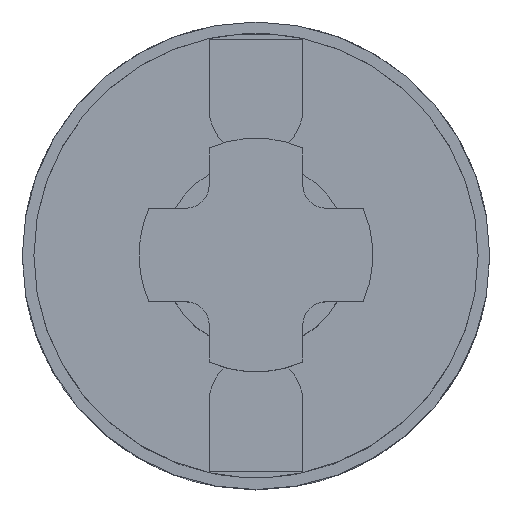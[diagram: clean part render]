
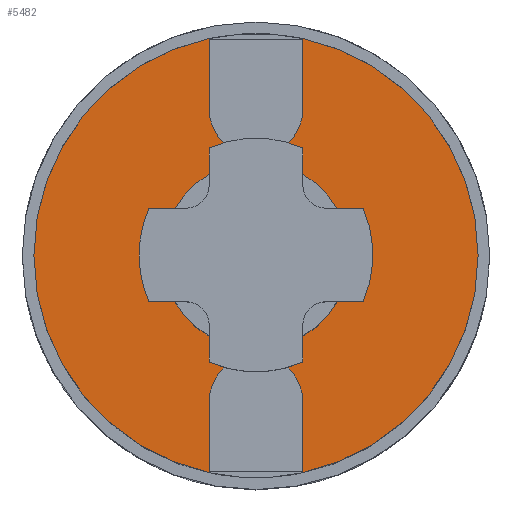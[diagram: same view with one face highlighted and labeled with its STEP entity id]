
A CAD part, top view. The second image highlights one B-rep face of the part: STEP entity #5482.
In plain terms, the highlighted planar face has unit normal (0, 0, 1).
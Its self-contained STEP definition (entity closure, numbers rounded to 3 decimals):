
#3 = CARTESIAN_POINT ( 'NONE',  ( 0., 0., 35. ) ) ;
#18 = DIRECTION ( 'NONE',  ( 0., 0., -1. ) ) ;
#33 = PLANE ( 'NONE',  #656 ) ;
#40 = CARTESIAN_POINT ( 'NONE',  ( -4., -12.5, 35. ) ) ;
#67 = CARTESIAN_POINT ( 'NONE',  ( 4., 24.444, 35. ) ) ;
#105 = AXIS2_PLACEMENT_3D ( 'NONE', #3, #18, #4736 ) ;
#143 = DIRECTION ( 'NONE',  ( -1., 0., 0. ) ) ;
#146 = DIRECTION ( 'NONE',  ( 0., 1., 0. ) ) ;
#188 = AXIS2_PLACEMENT_3D ( 'NONE', #1849, #2318, #5977 ) ;
#198 = DIRECTION ( 'NONE',  ( 0., 1., 0. ) ) ;
#361 = EDGE_CURVE ( 'NONE', #2766, #683, #5203, .T. ) ;
#407 = VERTEX_POINT ( 'NONE', #5640 ) ;
#424 = CARTESIAN_POINT ( 'NONE',  ( -4., -24.444, 35. ) ) ;
#478 = CARTESIAN_POINT ( 'NONE',  ( 4., -18.5, 35. ) ) ;
#571 = DIRECTION ( 'NONE',  ( 0., 0., 1. ) ) ;
#601 = CARTESIAN_POINT ( 'NONE',  ( 0., 12.5, 35. ) ) ;
#616 = CARTESIAN_POINT ( 'NONE',  ( -4., -18.5, 35. ) ) ;
#624 = LINE ( 'NONE', #5363, #2848 ) ;
#650 = LINE ( 'NONE', #2206, #1612 ) ;
#656 = AXIS2_PLACEMENT_3D ( 'NONE', #4733, #5673, #4269 ) ;
#673 = DIRECTION ( 'NONE',  ( -1., 0., 0. ) ) ;
#678 = ORIENTED_EDGE ( 'NONE', *, *, #2013, .F. ) ;
#679 = DIRECTION ( 'NONE',  ( 0., 0., -1. ) ) ;
#683 = VERTEX_POINT ( 'NONE', #4421 ) ;
#797 = CARTESIAN_POINT ( 'NONE',  ( 8., 0., 35. ) ) ;
#843 = ORIENTED_EDGE ( 'NONE', *, *, #3629, .F. ) ;
#917 = CARTESIAN_POINT ( 'NONE',  ( 19., 0., 35. ) ) ;
#933 = VERTEX_POINT ( 'NONE', #797 ) ;
#1043 = CARTESIAN_POINT ( 'NONE',  ( 0., 0., 35. ) ) ;
#1079 = EDGE_CURVE ( 'NONE', #4527, #407, #1293, .T. ) ;
#1103 = AXIS2_PLACEMENT_3D ( 'NONE', #601, #571, #1560 ) ;
#1141 = CARTESIAN_POINT ( 'NONE',  ( 4., 12.5, 35. ) ) ;
#1152 = CARTESIAN_POINT ( 'NONE',  ( 0., 0., 35. ) ) ;
#1206 = CARTESIAN_POINT ( 'NONE',  ( -4., -24.444, 35. ) ) ;
#1213 = EDGE_LOOP ( 'NONE', ( #3361, #5110, #5403, #6070, #2979, #3139, #5235, #843, #678, #3757, #1937, #2838, #6083, #3851 ) ) ;
#1236 = DIRECTION ( 'NONE',  ( 0., 1., 0. ) ) ;
#1293 = LINE ( 'NONE', #67, #1451 ) ;
#1321 = CARTESIAN_POINT ( 'NONE',  ( 0., 0., 35. ) ) ;
#1451 = VECTOR ( 'NONE', #146, 1000. ) ;
#1456 = VECTOR ( 'NONE', #5131, 1000. ) ;
#1466 = DIRECTION ( 'NONE',  ( -1., 0., 0. ) ) ;
#1560 = DIRECTION ( 'NONE',  ( 1., 0., 0. ) ) ;
#1575 = VERTEX_POINT ( 'NONE', #2724 ) ;
#1612 = VECTOR ( 'NONE', #5974, 1000. ) ;
#1621 = EDGE_CURVE ( 'NONE', #2841, #4092, #5282, .T. ) ;
#1671 = VERTEX_POINT ( 'NONE', #4718 ) ;
#1708 = CIRCLE ( 'NONE', #188, 4. ) ;
#1820 = CIRCLE ( 'NONE', #1103, 4. ) ;
#1849 = CARTESIAN_POINT ( 'NONE',  ( 0., -12.5, 35. ) ) ;
#1853 = AXIS2_PLACEMENT_3D ( 'NONE', #3054, #679, #143 ) ;
#1937 = ORIENTED_EDGE ( 'NONE', *, *, #1079, .F. ) ;
#2013 = EDGE_CURVE ( 'NONE', #4949, #3158, #5935, .T. ) ;
#2166 = VERTEX_POINT ( 'NONE', #40 ) ;
#2193 = CIRCLE ( 'NONE', #105, 19. ) ;
#2203 = FACE_BOUND ( 'NONE', #2230, .T. ) ;
#2206 = CARTESIAN_POINT ( 'NONE',  ( 4., 19., 35. ) ) ;
#2230 = EDGE_LOOP ( 'NONE', ( #4513, #4385 ) ) ;
#2267 = LINE ( 'NONE', #4942, #2412 ) ;
#2318 = DIRECTION ( 'NONE',  ( 0., 0., 1. ) ) ;
#2412 = VECTOR ( 'NONE', #6010, 1000. ) ;
#2654 = AXIS2_PLACEMENT_3D ( 'NONE', #4160, #5572, #2746 ) ;
#2723 = DIRECTION ( 'NONE',  ( -1., 0., 0. ) ) ;
#2724 = CARTESIAN_POINT ( 'NONE',  ( -8., 0., 35. ) ) ;
#2742 = EDGE_CURVE ( 'NONE', #3649, #5770, #1820, .T. ) ;
#2746 = DIRECTION ( 'NONE',  ( -1., 0., 0. ) ) ;
#2766 = VERTEX_POINT ( 'NONE', #616 ) ;
#2838 = ORIENTED_EDGE ( 'NONE', *, *, #3390, .F. ) ;
#2841 = VERTEX_POINT ( 'NONE', #3483 ) ;
#2848 = VECTOR ( 'NONE', #198, 1000. ) ;
#2855 = CARTESIAN_POINT ( 'NONE',  ( 4., 18.5, 35. ) ) ;
#2979 = ORIENTED_EDGE ( 'NONE', *, *, #5244, .F. ) ;
#3016 = CARTESIAN_POINT ( 'NONE',  ( -4., 18.574, 35. ) ) ;
#3043 = CARTESIAN_POINT ( 'NONE',  ( 4., 19., 35. ) ) ;
#3054 = CARTESIAN_POINT ( 'NONE',  ( 0., 0., 35. ) ) ;
#3065 = DIRECTION ( 'NONE',  ( 0., -1., 0. ) ) ;
#3097 = AXIS2_PLACEMENT_3D ( 'NONE', #1043, #4283, #1466 ) ;
#3118 = CIRCLE ( 'NONE', #1853, 8. ) ;
#3139 = ORIENTED_EDGE ( 'NONE', *, *, #4352, .F. ) ;
#3158 = VERTEX_POINT ( 'NONE', #4597 ) ;
#3187 = EDGE_CURVE ( 'NONE', #4092, #5422, #5642, .T. ) ;
#3194 = CARTESIAN_POINT ( 'NONE',  ( -4., 18.5, 35. ) ) ;
#3346 = CIRCLE ( 'NONE', #4658, 8. ) ;
#3361 = ORIENTED_EDGE ( 'NONE', *, *, #3187, .F. ) ;
#3390 = EDGE_CURVE ( 'NONE', #5770, #4527, #624, .T. ) ;
#3423 = EDGE_CURVE ( 'NONE', #407, #4949, #4827, .T. ) ;
#3483 = CARTESIAN_POINT ( 'NONE',  ( -19., 0., 35. ) ) ;
#3629 = EDGE_CURVE ( 'NONE', #3158, #5547, #3758, .T. ) ;
#3649 = VERTEX_POINT ( 'NONE', #5946 ) ;
#3651 = EDGE_CURVE ( 'NONE', #3649, #5422, #2267, .T. ) ;
#3757 = ORIENTED_EDGE ( 'NONE', *, *, #3423, .F. ) ;
#3758 = LINE ( 'NONE', #3043, #5216 ) ;
#3764 = EDGE_CURVE ( 'NONE', #683, #2841, #2193, .T. ) ;
#3851 = ORIENTED_EDGE ( 'NONE', *, *, #3651, .T. ) ;
#4092 = VERTEX_POINT ( 'NONE', #3016 ) ;
#4160 = CARTESIAN_POINT ( 'NONE',  ( 0., 0., 35. ) ) ;
#4206 = DIRECTION ( 'NONE',  ( 0., 0., -1. ) ) ;
#4269 = DIRECTION ( 'NONE',  ( 1., 0., 0. ) ) ;
#4270 = AXIS2_PLACEMENT_3D ( 'NONE', #1152, #4925, #673 ) ;
#4275 = EDGE_CURVE ( 'NONE', #933, #1575, #3346, .T. ) ;
#4283 = DIRECTION ( 'NONE',  ( 0., 0., -1. ) ) ;
#4352 = EDGE_CURVE ( 'NONE', #1671, #2166, #1708, .T. ) ;
#4385 = ORIENTED_EDGE ( 'NONE', *, *, #4275, .T. ) ;
#4421 = CARTESIAN_POINT ( 'NONE',  ( -4., -18.574, 35. ) ) ;
#4513 = ORIENTED_EDGE ( 'NONE', *, *, #4600, .T. ) ;
#4527 = VERTEX_POINT ( 'NONE', #2855 ) ;
#4583 = LINE ( 'NONE', #1206, #4803 ) ;
#4597 = CARTESIAN_POINT ( 'NONE',  ( 4., -18.574, 35. ) ) ;
#4600 = EDGE_CURVE ( 'NONE', #1575, #933, #3118, .T. ) ;
#4658 = AXIS2_PLACEMENT_3D ( 'NONE', #1321, #4206, #2723 ) ;
#4718 = CARTESIAN_POINT ( 'NONE',  ( 4., -12.5, 35. ) ) ;
#4733 = CARTESIAN_POINT ( 'NONE',  ( 0., 19., 35. ) ) ;
#4736 = DIRECTION ( 'NONE',  ( -1., 0., 0. ) ) ;
#4803 = VECTOR ( 'NONE', #3065, 1000. ) ;
#4827 = CIRCLE ( 'NONE', #4270, 19. ) ;
#4925 = DIRECTION ( 'NONE',  ( 0., 0., -1. ) ) ;
#4942 = CARTESIAN_POINT ( 'NONE',  ( -4., 19., 35. ) ) ;
#4949 = VERTEX_POINT ( 'NONE', #917 ) ;
#5110 = ORIENTED_EDGE ( 'NONE', *, *, #1621, .F. ) ;
#5131 = DIRECTION ( 'NONE',  ( 0., -1., 0. ) ) ;
#5203 = LINE ( 'NONE', #424, #1456 ) ;
#5216 = VECTOR ( 'NONE', #1236, 1000. ) ;
#5235 = ORIENTED_EDGE ( 'NONE', *, *, #5936, .F. ) ;
#5244 = EDGE_CURVE ( 'NONE', #2166, #2766, #4583, .T. ) ;
#5282 = CIRCLE ( 'NONE', #2654, 19. ) ;
#5338 = VECTOR ( 'NONE', #5495, 1000. ) ;
#5359 = FACE_OUTER_BOUND ( 'NONE', #1213, .T. ) ;
#5363 = CARTESIAN_POINT ( 'NONE',  ( 4., 24.444, 35. ) ) ;
#5403 = ORIENTED_EDGE ( 'NONE', *, *, #3764, .F. ) ;
#5422 = VERTEX_POINT ( 'NONE', #3194 ) ;
#5482 = ADVANCED_FACE ( 'NONE', ( #5359, #2203 ), #33, .T. ) ;
#5495 = DIRECTION ( 'NONE',  ( 0., -1., 0. ) ) ;
#5547 = VERTEX_POINT ( 'NONE', #478 ) ;
#5572 = DIRECTION ( 'NONE',  ( 0., 0., -1. ) ) ;
#5640 = CARTESIAN_POINT ( 'NONE',  ( 4., 18.574, 35. ) ) ;
#5642 = LINE ( 'NONE', #5895, #5338 ) ;
#5673 = DIRECTION ( 'NONE',  ( 0., 0., 1. ) ) ;
#5770 = VERTEX_POINT ( 'NONE', #1141 ) ;
#5895 = CARTESIAN_POINT ( 'NONE',  ( -4., 19., 35. ) ) ;
#5935 = CIRCLE ( 'NONE', #3097, 19. ) ;
#5936 = EDGE_CURVE ( 'NONE', #5547, #1671, #650, .T. ) ;
#5946 = CARTESIAN_POINT ( 'NONE',  ( -4., 12.5, 35. ) ) ;
#5974 = DIRECTION ( 'NONE',  ( 0., 1., 0. ) ) ;
#5977 = DIRECTION ( 'NONE',  ( -1., 0., 0. ) ) ;
#6010 = DIRECTION ( 'NONE',  ( 0., 1., 0. ) ) ;
#6070 = ORIENTED_EDGE ( 'NONE', *, *, #361, .F. ) ;
#6083 = ORIENTED_EDGE ( 'NONE', *, *, #2742, .F. ) ;
